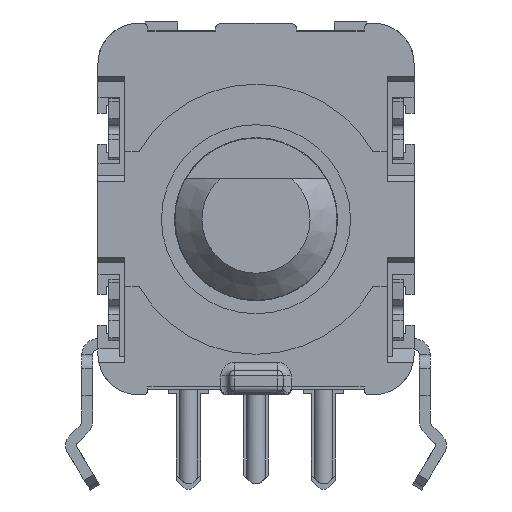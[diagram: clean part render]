
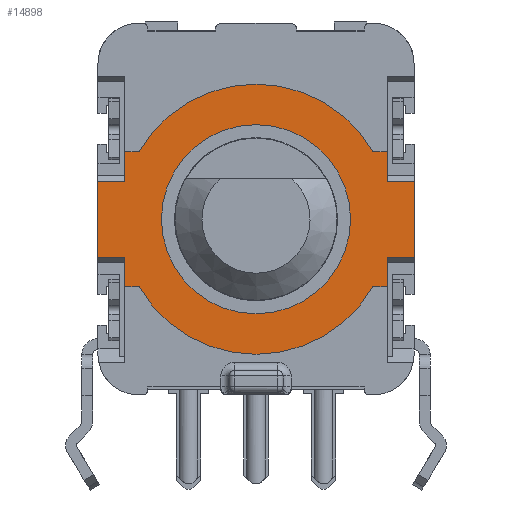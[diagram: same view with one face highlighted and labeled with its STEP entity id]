
A CAD part, front view. The second image highlights one B-rep face of the part: STEP entity #14898.
In plain terms, the highlighted planar face has unit normal (0, -1, 0).
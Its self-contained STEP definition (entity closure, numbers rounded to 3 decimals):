
#13858=CARTESIAN_POINT('',(0.,-3.8,3.024));
#13859=VERTEX_POINT('',#13858);
#13875=CARTESIAN_POINT('',(0.,-3.8,10.024));
#13876=VERTEX_POINT('',#13875);
#13883=CARTESIAN_POINT('',(0.,-3.8,6.524));
#13884=DIRECTION('',(0.0,1.0,0.0));
#13885=DIRECTION('',(0.0,0.0,-1.0));
#13886=AXIS2_PLACEMENT_3D('',#13883,#13884,#13885);
#13887=CIRCLE('',#13886,3.5);
#13888=EDGE_CURVE('',#13859,#13876,#13887,.T.);
#13925=CARTESIAN_POINT('',(0.,-3.8,6.524));
#13926=DIRECTION('',(0.0,1.0,0.0));
#13927=DIRECTION('',(0.0,0.0,-1.0));
#13928=AXIS2_PLACEMENT_3D('',#13925,#13926,#13927);
#13929=CIRCLE('',#13928,3.5);
#13930=EDGE_CURVE('',#13876,#13859,#13929,.T.);
#14392=CARTESIAN_POINT('',(-5.85,-3.8,5.124));
#14393=VERTEX_POINT('',#14392);
#14400=CARTESIAN_POINT('',(-5.85,-3.8,7.924));
#14401=VERTEX_POINT('',#14400);
#14402=CARTESIAN_POINT('',(-5.85,-3.8,5.124));
#14403=DIRECTION('',(0.0,0.0,1.0));
#14404=VECTOR('',#14403,2.8);
#14405=LINE('',#14402,#14404);
#14406=EDGE_CURVE('',#14393,#14401,#14405,.T.);
#14766=CARTESIAN_POINT('',(-6.435,-3.8,1.024));
#14767=DIRECTION('',(0.0,-1.0,0.0));
#14768=DIRECTION('',(0.0,0.0,-1.0));
#14769=AXIS2_PLACEMENT_3D('',#14766,#14767,#14768);
#14770=PLANE('',#14769);
#14771=CARTESIAN_POINT('',(-4.85,-3.8,9.024));
#14772=VERTEX_POINT('',#14771);
#14773=CARTESIAN_POINT('',(-4.33,-3.8,9.024));
#14774=VERTEX_POINT('',#14773);
#14775=CARTESIAN_POINT('',(-4.85,-3.8,9.024));
#14776=DIRECTION('',(1.0,0.0,0.0));
#14777=VECTOR('',#14776,0.52);
#14778=LINE('',#14775,#14777);
#14779=EDGE_CURVE('',#14772,#14774,#14778,.T.);
#14780=ORIENTED_EDGE('',*,*,#14779,.F.);
#14781=CARTESIAN_POINT('',(-4.85,-3.8,7.924));
#14782=VERTEX_POINT('',#14781);
#14783=CARTESIAN_POINT('',(-4.85,-3.8,9.024));
#14784=DIRECTION('',(0.0,0.0,-1.0));
#14785=VECTOR('',#14784,1.1);
#14786=LINE('',#14783,#14785);
#14787=EDGE_CURVE('',#14772,#14782,#14786,.T.);
#14788=ORIENTED_EDGE('',*,*,#14787,.T.);
#14789=CARTESIAN_POINT('',(-4.85,-3.8,7.924));
#14790=DIRECTION('',(-1.0,0.0,0.0));
#14791=VECTOR('',#14790,1.);
#14792=LINE('',#14789,#14791);
#14793=EDGE_CURVE('',#14782,#14401,#14792,.T.);
#14794=ORIENTED_EDGE('',*,*,#14793,.T.);
#14795=ORIENTED_EDGE('',*,*,#14406,.F.);
#14796=CARTESIAN_POINT('',(-4.85,-3.8,5.124));
#14797=VERTEX_POINT('',#14796);
#14798=CARTESIAN_POINT('',(-4.85,-3.8,5.124));
#14799=DIRECTION('',(-1.0,0.0,0.0));
#14800=VECTOR('',#14799,1.);
#14801=LINE('',#14798,#14800);
#14802=EDGE_CURVE('',#14797,#14393,#14801,.T.);
#14803=ORIENTED_EDGE('',*,*,#14802,.F.);
#14804=CARTESIAN_POINT('',(-4.85,-3.8,4.024));
#14805=VERTEX_POINT('',#14804);
#14806=CARTESIAN_POINT('',(-4.85,-3.8,5.124));
#14807=DIRECTION('',(0.0,0.0,-1.0));
#14808=VECTOR('',#14807,1.1);
#14809=LINE('',#14806,#14808);
#14810=EDGE_CURVE('',#14797,#14805,#14809,.T.);
#14811=ORIENTED_EDGE('',*,*,#14810,.T.);
#14812=CARTESIAN_POINT('',(-4.33,-3.8,4.024));
#14813=VERTEX_POINT('',#14812);
#14814=CARTESIAN_POINT('',(-4.33,-3.8,4.024));
#14815=DIRECTION('',(-1.0,0.0,0.0));
#14816=VECTOR('',#14815,0.52);
#14817=LINE('',#14814,#14816);
#14818=EDGE_CURVE('',#14813,#14805,#14817,.T.);
#14819=ORIENTED_EDGE('',*,*,#14818,.F.);
#14820=CARTESIAN_POINT('',(4.33,-3.8,4.024));
#14821=VERTEX_POINT('',#14820);
#14822=CARTESIAN_POINT('',(0.,-3.8,6.524));
#14823=DIRECTION('',(0.0,1.0,0.0));
#14824=DIRECTION('',(1.0,0.0,0.0));
#14825=AXIS2_PLACEMENT_3D('',#14822,#14823,#14824);
#14826=CIRCLE('',#14825,5.0);
#14827=EDGE_CURVE('',#14821,#14813,#14826,.T.);
#14828=ORIENTED_EDGE('',*,*,#14827,.F.);
#14829=CARTESIAN_POINT('',(4.85,-3.8,4.024));
#14830=VERTEX_POINT('',#14829);
#14831=CARTESIAN_POINT('',(4.33,-3.8,4.024));
#14832=DIRECTION('',(1.0,0.0,0.0));
#14833=VECTOR('',#14832,0.52);
#14834=LINE('',#14831,#14833);
#14835=EDGE_CURVE('',#14821,#14830,#14834,.T.);
#14836=ORIENTED_EDGE('',*,*,#14835,.T.);
#14837=CARTESIAN_POINT('',(4.85,-3.8,5.124));
#14838=VERTEX_POINT('',#14837);
#14839=CARTESIAN_POINT('',(4.85,-3.8,5.124));
#14840=DIRECTION('',(0.0,0.0,-1.0));
#14841=VECTOR('',#14840,1.1);
#14842=LINE('',#14839,#14841);
#14843=EDGE_CURVE('',#14838,#14830,#14842,.T.);
#14844=ORIENTED_EDGE('',*,*,#14843,.F.);
#14845=CARTESIAN_POINT('',(5.85,-3.8,5.124));
#14846=VERTEX_POINT('',#14845);
#14847=CARTESIAN_POINT('',(4.85,-3.8,5.124));
#14848=DIRECTION('',(1.0,0.0,0.0));
#14849=VECTOR('',#14848,1.);
#14850=LINE('',#14847,#14849);
#14851=EDGE_CURVE('',#14838,#14846,#14850,.T.);
#14852=ORIENTED_EDGE('',*,*,#14851,.T.);
#14853=CARTESIAN_POINT('',(5.85,-3.8,7.924));
#14854=VERTEX_POINT('',#14853);
#14855=CARTESIAN_POINT('',(5.85,-3.8,7.924));
#14856=DIRECTION('',(0.0,0.0,-1.0));
#14857=VECTOR('',#14856,2.8);
#14858=LINE('',#14855,#14857);
#14859=EDGE_CURVE('',#14854,#14846,#14858,.T.);
#14860=ORIENTED_EDGE('',*,*,#14859,.F.);
#14861=CARTESIAN_POINT('',(4.85,-3.8,7.924));
#14862=VERTEX_POINT('',#14861);
#14863=CARTESIAN_POINT('',(4.85,-3.8,7.924));
#14864=DIRECTION('',(1.0,0.0,0.0));
#14865=VECTOR('',#14864,1.);
#14866=LINE('',#14863,#14865);
#14867=EDGE_CURVE('',#14862,#14854,#14866,.T.);
#14868=ORIENTED_EDGE('',*,*,#14867,.F.);
#14869=CARTESIAN_POINT('',(4.85,-3.8,9.024));
#14870=VERTEX_POINT('',#14869);
#14871=CARTESIAN_POINT('',(4.85,-3.8,9.024));
#14872=DIRECTION('',(0.0,0.0,-1.0));
#14873=VECTOR('',#14872,1.1);
#14874=LINE('',#14871,#14873);
#14875=EDGE_CURVE('',#14870,#14862,#14874,.T.);
#14876=ORIENTED_EDGE('',*,*,#14875,.F.);
#14877=CARTESIAN_POINT('',(4.33,-3.8,9.024));
#14878=VERTEX_POINT('',#14877);
#14879=CARTESIAN_POINT('',(4.85,-3.8,9.024));
#14880=DIRECTION('',(-1.0,0.0,0.0));
#14881=VECTOR('',#14880,0.52);
#14882=LINE('',#14879,#14881);
#14883=EDGE_CURVE('',#14870,#14878,#14882,.T.);
#14884=ORIENTED_EDGE('',*,*,#14883,.T.);
#14885=CARTESIAN_POINT('',(0.,-3.8,6.524));
#14886=DIRECTION('',(0.0,1.0,0.0));
#14887=DIRECTION('',(1.0,0.0,0.0));
#14888=AXIS2_PLACEMENT_3D('',#14885,#14886,#14887);
#14889=CIRCLE('',#14888,5.0);
#14890=EDGE_CURVE('',#14774,#14878,#14889,.T.);
#14891=ORIENTED_EDGE('',*,*,#14890,.F.);
#14892=EDGE_LOOP('',(#14780,#14788,#14794,#14795,#14803,#14811,#14819,#14828,#14836,#14844,#14852,#14860,#14868,#14876,#14884,#14891));
#14893=FACE_OUTER_BOUND('',#14892,.T.);
#14894=ORIENTED_EDGE('',*,*,#13888,.T.);
#14895=ORIENTED_EDGE('',*,*,#13930,.T.);
#14896=EDGE_LOOP('',(#14894,#14895));
#14897=FACE_BOUND('',#14896,.T.);
#14898=ADVANCED_FACE('',(#14893,#14897),#14770,.T.);
